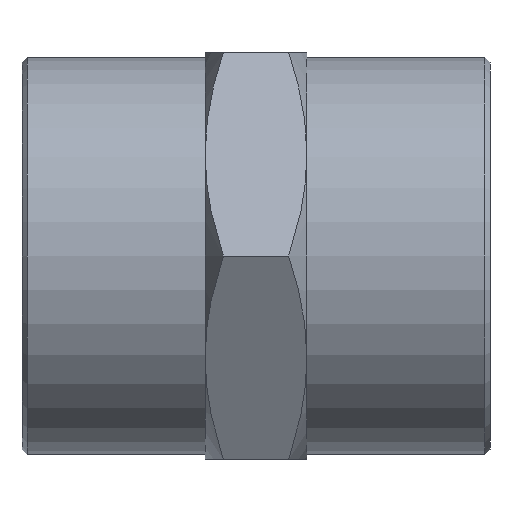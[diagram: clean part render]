
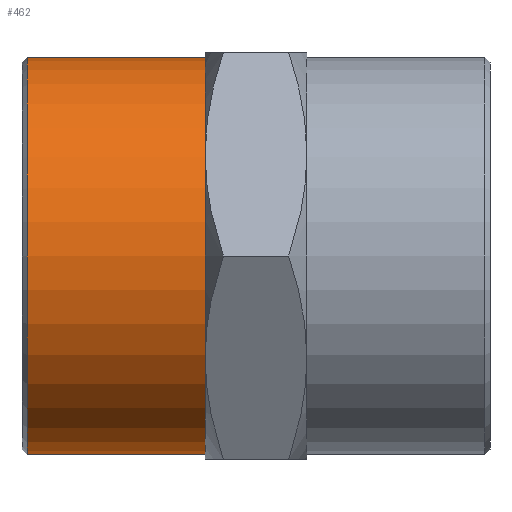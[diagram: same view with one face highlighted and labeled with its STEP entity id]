
A CAD part, left-side view. The second image highlights one B-rep face of the part: STEP entity #462.
In plain terms, the highlighted cylindrical face has radius 19.5 mm (diameter 39 mm), a full revolution.
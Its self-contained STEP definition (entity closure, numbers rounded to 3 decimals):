
#50 = CARTESIAN_POINT ( 'NONE',  ( 19.5, 28., 0. ) ) ;
#55 = CARTESIAN_POINT ( 'NONE',  ( 0., 45.5, -19.5 ) ) ;
#127 = CIRCLE ( 'NONE', #344, 19.5 ) ;
#135 = CIRCLE ( 'NONE', #394, 19.5 ) ;
#140 = CYLINDRICAL_SURFACE ( 'NONE', #349, 19.5 ) ;
#160 = ORIENTED_EDGE ( 'NONE', *, *, #447, .T. ) ;
#175 = ORIENTED_EDGE ( 'NONE', *, *, #449, .F. ) ;
#228 = EDGE_LOOP ( 'NONE', ( #160 ) ) ;
#231 = EDGE_LOOP ( 'NONE', ( #175 ) ) ;
#232 = VERTEX_POINT ( 'NONE', #50 ) ;
#233 = VERTEX_POINT ( 'NONE', #55 ) ;
#279 = FACE_OUTER_BOUND ( 'NONE', #231, .T. ) ;
#281 = FACE_OUTER_BOUND ( 'NONE', #228, .T. ) ;
#344 = AXIS2_PLACEMENT_3D ( 'NONE', #635, #634, #633 ) ;
#349 = AXIS2_PLACEMENT_3D ( 'NONE', #541, #540, #542 ) ;
#394 = AXIS2_PLACEMENT_3D ( 'NONE', #641, #640, #639 ) ;
#447 = EDGE_CURVE ( 'NONE', #233, #233, #135, .T. ) ;
#449 = EDGE_CURVE ( 'NONE', #232, #232, #127, .T. ) ;
#462 = ADVANCED_FACE ( 'NONE', ( #279, #281 ), #140, .T. ) ;
#540 = DIRECTION ( 'NONE',  ( 0., -1., 0. ) ) ;
#541 = CARTESIAN_POINT ( 'NONE',  ( 0., 28., 0. ) ) ;
#542 = DIRECTION ( 'NONE',  ( 1., 0., 0. ) ) ;
#633 = DIRECTION ( 'NONE',  ( 1., 0., 0. ) ) ;
#634 = DIRECTION ( 'NONE',  ( 0., -1., 0. ) ) ;
#635 = CARTESIAN_POINT ( 'NONE',  ( 0., 28., 0. ) ) ;
#639 = DIRECTION ( 'NONE',  ( 0., 0., -1. ) ) ;
#640 = DIRECTION ( 'NONE',  ( 0., -1., 0. ) ) ;
#641 = CARTESIAN_POINT ( 'NONE',  ( 0., 45.5, 0. ) ) ;
